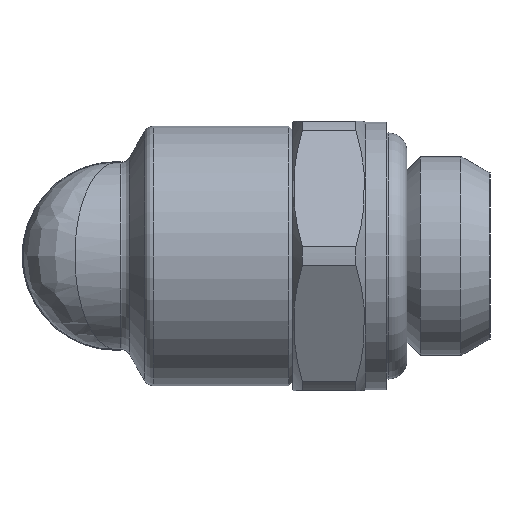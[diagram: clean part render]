
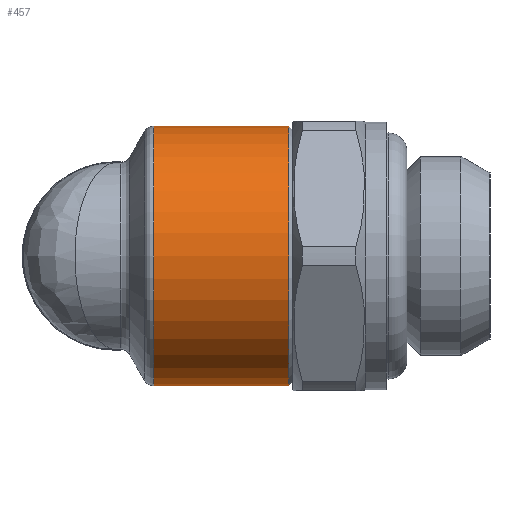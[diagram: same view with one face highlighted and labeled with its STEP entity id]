
A CAD part, left-side view. The second image highlights one B-rep face of the part: STEP entity #457.
In plain terms, the highlighted cylindrical face has radius 6.25 mm (diameter 12.5 mm), a partial arc.
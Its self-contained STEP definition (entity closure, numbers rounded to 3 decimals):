
#264 = VERTEX_POINT ( 'NONE', #1000 ) ;
#266 = EDGE_CURVE ( 'NONE', #275, #264, #940, .T. ) ;
#275 = VERTEX_POINT ( 'NONE', #1102 ) ;
#308 = EDGE_CURVE ( 'NONE', #316, #309, #1036, .T. ) ;
#309 = VERTEX_POINT ( 'NONE', #1032 ) ;
#316 = VERTEX_POINT ( 'NONE', #1093 ) ;
#457 = ADVANCED_FACE ( 'NONE', ( #1259 ), #1255, .T. ) ;
#458 = EDGE_LOOP ( 'NONE', ( #459, #460, #462, #463 ) ) ;
#459 = ORIENTED_EDGE ( 'NONE', *, *, #308, .F. ) ;
#460 = ORIENTED_EDGE ( 'NONE', *, *, #461, .T. ) ;
#461 = EDGE_CURVE ( 'NONE', #316, #275, #1249, .T. ) ;
#462 = ORIENTED_EDGE ( 'NONE', *, *, #266, .T. ) ;
#463 = ORIENTED_EDGE ( 'NONE', *, *, #2863, .T. ) ;
#939 = CARTESIAN_POINT ( 'NONE',  ( 0., 23.805, 6.25 ) ) ;
#940 = LINE ( 'NONE', #939, #1088 ) ;
#1000 = CARTESIAN_POINT ( 'NONE',  ( 0., 16.211, 6.25 ) ) ;
#1032 = CARTESIAN_POINT ( 'NONE',  ( 0., 16.211, -6.25 ) ) ;
#1033 = DIRECTION ( 'NONE',  ( 0., 1., 0. ) ) ;
#1034 = VECTOR ( 'NONE', #1033, 1000. ) ;
#1035 = CARTESIAN_POINT ( 'NONE',  ( 0., 23.805, -6.25 ) ) ;
#1036 = LINE ( 'NONE', #1035, #1034 ) ;
#1087 = DIRECTION ( 'NONE',  ( 0., 1., 0. ) ) ;
#1088 = VECTOR ( 'NONE', #1087, 1000. ) ;
#1093 = CARTESIAN_POINT ( 'NONE',  ( 0., 9.7, -6.25 ) ) ;
#1102 = CARTESIAN_POINT ( 'NONE',  ( 0., 9.7, 6.25 ) ) ;
#1245 = DIRECTION ( 'NONE',  ( 0., 0., 1. ) ) ;
#1246 = DIRECTION ( 'NONE',  ( 0., 1., 0. ) ) ;
#1247 = CARTESIAN_POINT ( 'NONE',  ( 0., 9.7, 0. ) ) ;
#1248 = AXIS2_PLACEMENT_3D ( 'NONE', #1247, #1246, #1245 ) ;
#1249 = CIRCLE ( 'NONE', #1248, 6.25 ) ;
#1251 = DIRECTION ( 'NONE',  ( 0., 0., 1. ) ) ;
#1252 = DIRECTION ( 'NONE',  ( 0., 1., 0. ) ) ;
#1253 = AXIS2_PLACEMENT_3D ( 'NONE', #1254, #1252, #1251 ) ;
#1254 = CARTESIAN_POINT ( 'NONE',  ( 0., 23.805, 0. ) ) ;
#1255 = CYLINDRICAL_SURFACE ( 'NONE', #1253, 6.25 ) ;
#1259 = FACE_OUTER_BOUND ( 'NONE', #458, .T. ) ;
#2863 = EDGE_CURVE ( 'NONE', #264, #309, #3950, .T. ) ;
#3897 = DIRECTION ( 'NONE',  ( 0., 0., -1. ) ) ;
#3898 = DIRECTION ( 'NONE',  ( 0., -1., 0. ) ) ;
#3899 = CARTESIAN_POINT ( 'NONE',  ( 0., 16.211, 0. ) ) ;
#3900 = AXIS2_PLACEMENT_3D ( 'NONE', #3899, #3898, #3897 ) ;
#3950 = CIRCLE ( 'NONE', #3900, 6.25 ) ;
